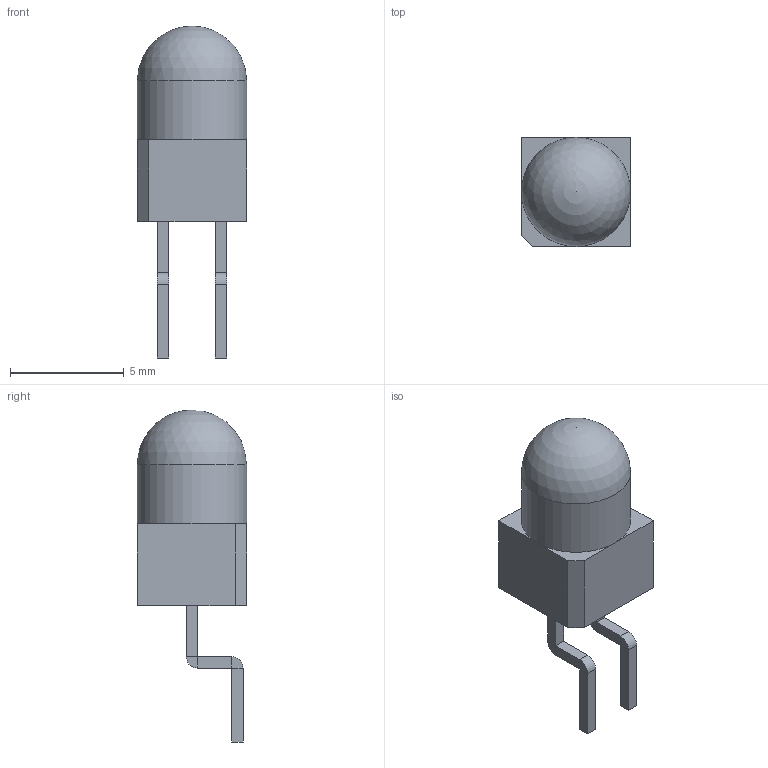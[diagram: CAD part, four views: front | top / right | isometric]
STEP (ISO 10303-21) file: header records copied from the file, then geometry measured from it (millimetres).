
FILE_DESCRIPTION(('FreeCAD Model'),'2;1');
FILE_NAME('Open CASCADE Shape Model','2023-03-24T14:22:33',(''),(''), 'Open CASCADE STEP processor 7.6','FreeCAD','Unknown');
FILE_SCHEMA(('AP242_MANAGED_MODEL_BASED_3D_ENGINEERING_MIM_LF. {1 0 10303 442 1 1 4 }'));
Length unit declared in the file: millimetre
Products named in the file (1): Chamfer
Bounding box: 4.8 x 4.8 x 14.6 mm (x, y, z)
Volume: 162.4 mm3; surface area: 202.3 mm2
Topology: 1 solids, 1 shells, 50 faces, 104 edges, 57 vertices
Faces by surface type: plane 44, cylinder 5, sphere 1
Full cylindrical faces by diameter (mm): 4.8 x1
Entity records: 2725 total; most frequent: CARTESIAN_POINT 472, DIRECTION 411, LINE 275, VECTOR 275, ORIENTED_EDGE 206, PCURVE 206, DEFINITIONAL_REPRESENTATION 206, EDGE_CURVE 103
